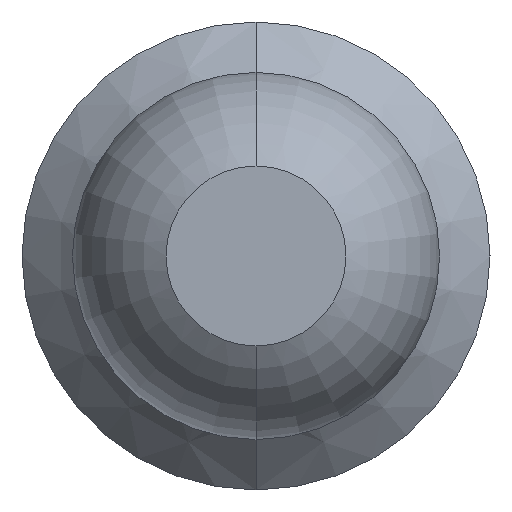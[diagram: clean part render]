
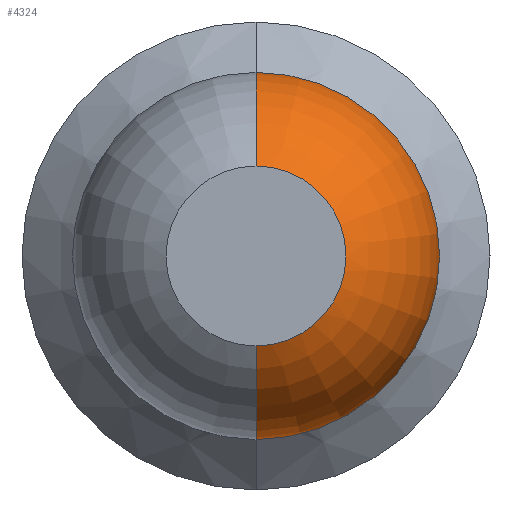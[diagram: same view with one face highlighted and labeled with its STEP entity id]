
A CAD part, front view. The second image highlights one B-rep face of the part: STEP entity #4324.
In plain terms, the highlighted toroidal (fillet/blend) face has major radius 0.01 mm and minor radius 0.5 mm.
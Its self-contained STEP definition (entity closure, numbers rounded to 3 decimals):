
#62 = CARTESIAN_POINT ( 'NONE',  ( 0., -27.4, 0.25 ) ) ;
#455 = ORIENTED_EDGE ( 'NONE', *, *, #3207, .F. ) ;
#574 = AXIS2_PLACEMENT_3D ( 'NONE', #2867, #1705, #1346 ) ;
#675 = VERTEX_POINT ( 'NONE', #1473 ) ;
#794 = DIRECTION ( 'NONE',  ( 0., 1., 0. ) ) ;
#1273 = DIRECTION ( 'NONE',  ( 0., 0., 1. ) ) ;
#1339 = DIRECTION ( 'NONE',  ( 0., 0., -1. ) ) ;
#1346 = DIRECTION ( 'NONE',  ( 0., 0., -1. ) ) ;
#1349 = FACE_OUTER_BOUND ( 'NONE', #2176, .T. ) ;
#1473 = CARTESIAN_POINT ( 'NONE',  ( 0., -26.961, 0.51 ) ) ;
#1649 = CARTESIAN_POINT ( 'NONE',  ( 0., -26.961, 0. ) ) ;
#1705 = DIRECTION ( 'NONE',  ( 1., 0., 0. ) ) ;
#1756 = AXIS2_PLACEMENT_3D ( 'NONE', #2412, #2938, #1273 ) ;
#1945 = CARTESIAN_POINT ( 'NONE',  ( 0., -26.961, 0. ) ) ;
#2098 = CARTESIAN_POINT ( 'NONE',  ( 0., -27.4, 0. ) ) ;
#2147 = CIRCLE ( 'NONE', #574, 0.5 ) ;
#2176 = EDGE_LOOP ( 'NONE', ( #2223, #3265, #3319, #455 ) ) ;
#2223 = ORIENTED_EDGE ( 'NONE', *, *, #4507, .F. ) ;
#2327 = DIRECTION ( 'NONE',  ( 0., 0., 1. ) ) ;
#2412 = CARTESIAN_POINT ( 'NONE',  ( 0., -26.961, 0.01 ) ) ;
#2721 = DIRECTION ( 'NONE',  ( 0., 1., 0. ) ) ;
#2799 = DIRECTION ( 'NONE',  ( 0., 0., 1. ) ) ;
#2867 = CARTESIAN_POINT ( 'NONE',  ( 0., -26.961, -0.01 ) ) ;
#2869 = AXIS2_PLACEMENT_3D ( 'NONE', #1649, #794, #2799 ) ;
#2938 = DIRECTION ( 'NONE',  ( -1., 0., 0. ) ) ;
#3070 = CIRCLE ( 'NONE', #3936, 0.25 ) ;
#3198 = CIRCLE ( 'NONE', #4122, 0.51 ) ;
#3207 = EDGE_CURVE ( 'NONE', #3218, #675, #3770, .T. ) ;
#3218 = VERTEX_POINT ( 'NONE', #62 ) ;
#3247 = CARTESIAN_POINT ( 'NONE',  ( 0., -26.961, -0.51 ) ) ;
#3265 = ORIENTED_EDGE ( 'NONE', *, *, #4851, .T. ) ;
#3319 = ORIENTED_EDGE ( 'NONE', *, *, #4010, .F. ) ;
#3664 = VERTEX_POINT ( 'NONE', #3247 ) ;
#3770 = CIRCLE ( 'NONE', #1756, 0.5 ) ;
#3930 = CARTESIAN_POINT ( 'NONE',  ( 0., -27.4, -0.25 ) ) ;
#3936 = AXIS2_PLACEMENT_3D ( 'NONE', #2098, #4867, #1339 ) ;
#4010 = EDGE_CURVE ( 'Defeature ausgef�hrt3_8+Defeature ausgef�hrt3_7+Defeature ausgef�hrt3_7+Defeature ausgef�hrt3_7', #675, #3664, #3198, .T. ) ;
#4043 = TOROIDAL_SURFACE ( 'NONE', #2869, 0.01, 0.5 ) ;
#4049 = VERTEX_POINT ( 'NONE', #3930 ) ;
#4122 = AXIS2_PLACEMENT_3D ( 'NONE', #1945, #2721, #2327 ) ;
#4324 = ADVANCED_FACE ( 'Defeature ausgef�hrt3_7', ( #1349 ), #4043, .T. ) ;
#4507 = EDGE_CURVE ( 'Defeature ausgef�hrt3_13+Defeature ausgef�hrt3_7+Defeature ausgef�hrt3_7+Defeature ausgef�hrt3_7', #4049, #3218, #3070, .T. ) ;
#4851 = EDGE_CURVE ( 'NONE', #4049, #3664, #2147, .T. ) ;
#4867 = DIRECTION ( 'NONE',  ( 0., -1., 0. ) ) ;
